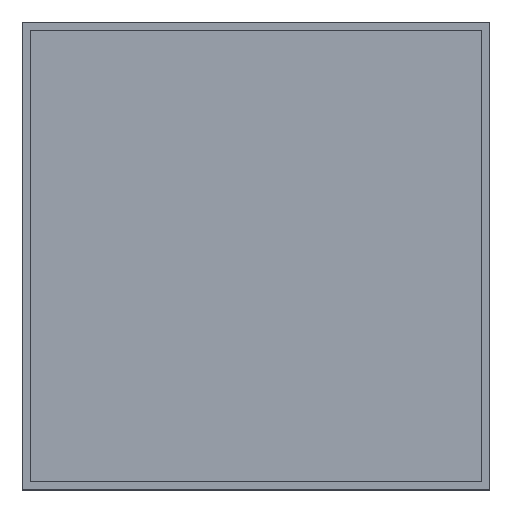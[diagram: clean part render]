
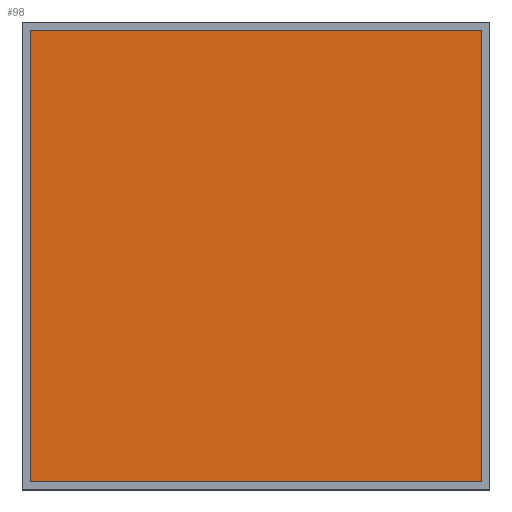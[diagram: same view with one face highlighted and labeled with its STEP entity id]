
A CAD part, top view. The second image highlights one B-rep face of the part: STEP entity #98.
In plain terms, the highlighted planar face has unit normal (0, 0, 1).
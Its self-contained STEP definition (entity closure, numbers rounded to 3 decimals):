
#72 = VERTEX_POINT ( 'NONE', #424 ) ;
#74 = ORIENTED_EDGE ( 'NONE', *, *, #144, .T. ) ;
#95 = ORIENTED_EDGE ( 'NONE', *, *, #225, .T. ) ;
#96 = ORIENTED_EDGE ( 'NONE', *, *, #130, .T. ) ;
#98 = ADVANCED_FACE ( 'NONE', ( #450 ), #449, .T. ) ;
#99 = EDGE_LOOP ( 'NONE', ( #229, #95, #96, #74 ) ) ;
#130 = EDGE_CURVE ( 'NONE', #131, #211, #397, .T. ) ;
#131 = VERTEX_POINT ( 'NONE', #393 ) ;
#144 = EDGE_CURVE ( 'NONE', #211, #208, #379, .T. ) ;
#207 = EDGE_CURVE ( 'NONE', #208, #72, #310, .T. ) ;
#208 = VERTEX_POINT ( 'NONE', #306 ) ;
#211 = VERTEX_POINT ( 'NONE', #301 ) ;
#225 = EDGE_CURVE ( 'NONE', #72, #131, #262, .T. ) ;
#229 = ORIENTED_EDGE ( 'NONE', *, *, #207, .T. ) ;
#262 = LINE ( 'NONE', #283, #282 ) ;
#281 = DIRECTION ( 'NONE',  ( 1., 0., 0. ) ) ;
#282 = VECTOR ( 'NONE', #281, 1000. ) ;
#283 = CARTESIAN_POINT ( 'NONE',  ( -47.9, -47.9, 8.3 ) ) ;
#301 = CARTESIAN_POINT ( 'NONE',  ( 47.9, 47.9, 8.3 ) ) ;
#306 = CARTESIAN_POINT ( 'NONE',  ( -47.9, 47.9, 8.3 ) ) ;
#307 = DIRECTION ( 'NONE',  ( 0., -1., 0. ) ) ;
#308 = VECTOR ( 'NONE', #307, 1000. ) ;
#309 = CARTESIAN_POINT ( 'NONE',  ( -47.9, 47.9, 8.3 ) ) ;
#310 = LINE ( 'NONE', #309, #308 ) ;
#376 = DIRECTION ( 'NONE',  ( -1., 0., 0. ) ) ;
#377 = VECTOR ( 'NONE', #376, 1000. ) ;
#378 = CARTESIAN_POINT ( 'NONE',  ( -47.9, 47.9, 8.3 ) ) ;
#379 = LINE ( 'NONE', #378, #377 ) ;
#393 = CARTESIAN_POINT ( 'NONE',  ( 47.9, -47.9, 8.3 ) ) ;
#394 = DIRECTION ( 'NONE',  ( 0., 1., 0. ) ) ;
#395 = VECTOR ( 'NONE', #394, 1000. ) ;
#396 = CARTESIAN_POINT ( 'NONE',  ( 47.9, 47.9, 8.3 ) ) ;
#397 = LINE ( 'NONE', #396, #395 ) ;
#410 = DIRECTION ( 'NONE',  ( 1., 0., 0. ) ) ;
#411 = DIRECTION ( 'NONE',  ( 0., 0., 1. ) ) ;
#412 = CARTESIAN_POINT ( 'NONE',  ( -47.9, -47.9, 8.3 ) ) ;
#413 = AXIS2_PLACEMENT_3D ( 'NONE', #412, #411, #410 ) ;
#424 = CARTESIAN_POINT ( 'NONE',  ( -47.9, -47.9, 8.3 ) ) ;
#449 = PLANE ( 'NONE',  #413 ) ;
#450 = FACE_OUTER_BOUND ( 'NONE', #99, .T. ) ;
